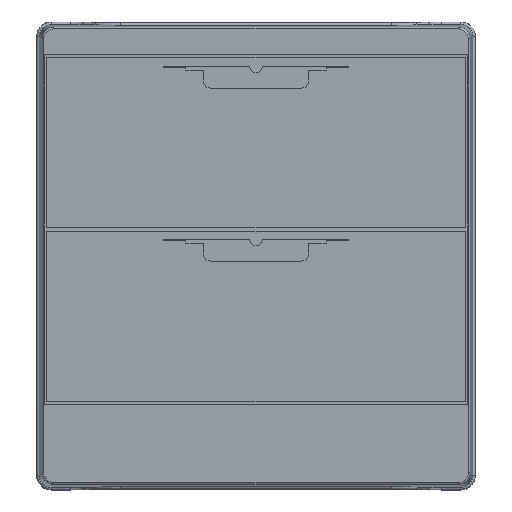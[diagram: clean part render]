
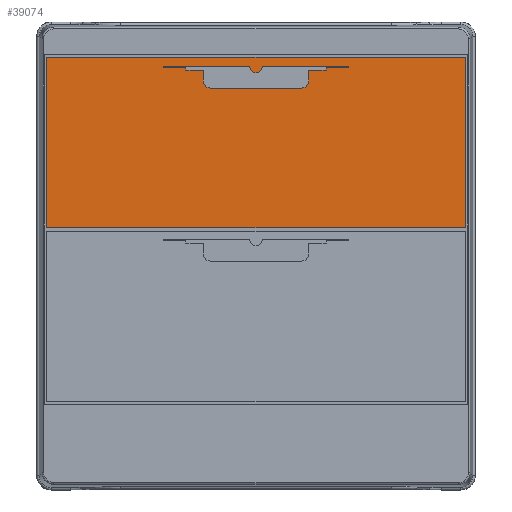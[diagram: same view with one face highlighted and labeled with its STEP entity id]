
A CAD part, top view. The second image highlights one B-rep face of the part: STEP entity #39074.
In plain terms, the highlighted planar face has unit normal (0, 0, 1).
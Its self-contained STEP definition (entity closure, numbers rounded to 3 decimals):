
#30469=DIRECTION('',(1.,0.,0.));
#30470=VECTOR('',#30469,358.);
#30471=CARTESIAN_POINT('',(-179.,170.,131.));
#30472=LINE('',#30471,#30470);
#30473=DIRECTION('',(0.,-1.,0.));
#30474=VECTOR('',#30473,146.);
#30475=CARTESIAN_POINT('',(179.,170.,131.));
#30476=LINE('',#30475,#30474);
#30477=DIRECTION('',(-1.,0.,0.));
#30478=VECTOR('',#30477,358.);
#30479=CARTESIAN_POINT('',(179.,24.,131.));
#30480=LINE('',#30479,#30478);
#30481=DIRECTION('',(0.,1.,0.));
#30482=VECTOR('',#30481,146.);
#30483=CARTESIAN_POINT('',(-179.,24.,131.));
#30484=LINE('',#30483,#30482);
#30485=DIRECTION('',(-1.,0.,0.));
#30486=VECTOR('',#30485,74.259);
#30487=CARTESIAN_POINT('',(79.509,162.,131.));
#30488=LINE('',#30487,#30486);
#30489=CARTESIAN_POINT('',(0.,162.,131.));
#30490=DIRECTION('',(0.,0.,1.));
#30491=DIRECTION('',(-1.,0.,0.));
#30492=AXIS2_PLACEMENT_3D('',#30489,#30490,#30491);
#30494=DIRECTION('',(-1.,0.,0.));
#30495=VECTOR('',#30494,74.259);
#30496=CARTESIAN_POINT('',(-5.25,162.,131.));
#30497=LINE('',#30496,#30495);
#30498=DIRECTION('',(0.,-1.,0.));
#30499=VECTOR('',#30498,1.061);
#30500=CARTESIAN_POINT('',(-79.509,162.,131.));
#30501=LINE('',#30500,#30499);
#30502=DIRECTION('',(1.,0.,0.));
#30503=VECTOR('',#30502,19.532);
#30504=CARTESIAN_POINT('',(-79.509,160.939,131.));
#30505=LINE('',#30504,#30503);
#30506=DIRECTION('',(0.,-1.,0.));
#30507=VECTOR('',#30506,2.213);
#30508=CARTESIAN_POINT('',(-59.977,160.939,131.));
#30509=LINE('',#30508,#30507);
#30510=DIRECTION('',(1.,0.,0.));
#30511=VECTOR('',#30510,14.977);
#30512=CARTESIAN_POINT('',(-59.977,158.726,131.));
#30513=LINE('',#30512,#30511);
#30514=DIRECTION('',(0.,-1.,0.));
#30515=VECTOR('',#30514,9.226);
#30516=CARTESIAN_POINT('',(-45.,158.726,131.));
#30517=LINE('',#30516,#30515);
#30518=DIRECTION('',(1.,0.,0.));
#30519=VECTOR('',#30518,78.);
#30520=CARTESIAN_POINT('',(-39.,143.5,131.));
#30521=LINE('',#30520,#30519);
#30522=DIRECTION('',(0.,1.,0.));
#30523=VECTOR('',#30522,9.226);
#30524=CARTESIAN_POINT('',(45.,149.5,131.));
#30525=LINE('',#30524,#30523);
#30526=DIRECTION('',(1.,0.,0.));
#30527=VECTOR('',#30526,14.977);
#30528=CARTESIAN_POINT('',(45.,158.726,131.));
#30529=LINE('',#30528,#30527);
#30530=DIRECTION('',(0.,1.,0.));
#30531=VECTOR('',#30530,2.213);
#30532=CARTESIAN_POINT('',(59.977,158.726,131.));
#30533=LINE('',#30532,#30531);
#30534=DIRECTION('',(1.,0.,0.));
#30535=VECTOR('',#30534,19.532);
#30536=CARTESIAN_POINT('',(59.977,160.939,131.));
#30537=LINE('',#30536,#30535);
#30538=DIRECTION('',(0.,1.,0.));
#30539=VECTOR('',#30538,1.061);
#30540=CARTESIAN_POINT('',(79.509,160.939,131.));
#30541=LINE('',#30540,#30539);
#30898=CARTESIAN_POINT('',(39.,149.5,131.));
#30899=DIRECTION('',(0.,0.,-1.));
#30900=DIRECTION('',(1.,0.,0.));
#30901=AXIS2_PLACEMENT_3D('',#30898,#30899,#30900);
#30911=CARTESIAN_POINT('',(-39.,149.5,131.));
#30912=DIRECTION('',(0.,0.,-1.));
#30913=DIRECTION('',(0.,-1.,0.));
#30914=AXIS2_PLACEMENT_3D('',#30911,#30912,#30913);
#37379=CARTESIAN_POINT('',(-179.,170.,131.));
#37380=CARTESIAN_POINT('',(179.,170.,131.));
#37381=VERTEX_POINT('',#37379);
#37382=VERTEX_POINT('',#37380);
#37383=CARTESIAN_POINT('',(179.,24.,131.));
#37384=VERTEX_POINT('',#37383);
#37385=CARTESIAN_POINT('',(-179.,24.,131.));
#37386=VERTEX_POINT('',#37385);
#38225=CARTESIAN_POINT('',(-39.,143.5,131.));
#38226=VERTEX_POINT('',#38225);
#38227=CARTESIAN_POINT('',(-45.,149.5,131.));
#38228=VERTEX_POINT('',#38227);
#38233=CARTESIAN_POINT('',(-45.,158.726,131.));
#38234=VERTEX_POINT('',#38233);
#38235=CARTESIAN_POINT('',(39.,143.5,131.));
#38236=VERTEX_POINT('',#38235);
#38241=CARTESIAN_POINT('',(-5.25,162.,131.));
#38242=VERTEX_POINT('',#38241);
#38243=CARTESIAN_POINT('',(5.25,162.,131.));
#38244=VERTEX_POINT('',#38243);
#38249=CARTESIAN_POINT('',(79.509,162.,131.));
#38250=VERTEX_POINT('',#38249);
#38251=CARTESIAN_POINT('',(-79.509,162.,131.));
#38252=VERTEX_POINT('',#38251);
#38883=CARTESIAN_POINT('',(45.,158.726,131.));
#38884=CARTESIAN_POINT('',(59.977,158.726,131.));
#38885=VERTEX_POINT('',#38883);
#38886=VERTEX_POINT('',#38884);
#38887=CARTESIAN_POINT('',(59.977,160.939,131.));
#38888=VERTEX_POINT('',#38887);
#38889=CARTESIAN_POINT('',(79.509,160.939,131.));
#38890=VERTEX_POINT('',#38889);
#38891=CARTESIAN_POINT('',(-79.509,160.939,131.));
#38892=VERTEX_POINT('',#38891);
#38893=CARTESIAN_POINT('',(-59.977,160.939,131.));
#38894=VERTEX_POINT('',#38893);
#38895=CARTESIAN_POINT('',(-59.977,158.726,131.));
#38896=VERTEX_POINT('',#38895);
#38899=CARTESIAN_POINT('',(45.,149.5,131.));
#38900=VERTEX_POINT('',#38899);
#39025=CARTESIAN_POINT('',(0.,0.,131.));
#39026=DIRECTION('',(0.,0.,1.));
#39027=DIRECTION('',(1.,0.,0.));
#39028=AXIS2_PLACEMENT_3D('',#39025,#39026,#39027);
#39029=PLANE('',#39028);
#39031=ORIENTED_EDGE('',*,*,#39030,.T.);
#39033=ORIENTED_EDGE('',*,*,#39032,.T.);
#39035=ORIENTED_EDGE('',*,*,#39034,.T.);
#39037=ORIENTED_EDGE('',*,*,#39036,.T.);
#39038=EDGE_LOOP('',(#39031,#39033,#39035,#39037));
#39039=FACE_OUTER_BOUND('',#39038,.F.);
#39041=ORIENTED_EDGE('',*,*,#39040,.T.);
#39043=ORIENTED_EDGE('',*,*,#39042,.F.);
#39045=ORIENTED_EDGE('',*,*,#39044,.T.);
#39047=ORIENTED_EDGE('',*,*,#39046,.T.);
#39049=ORIENTED_EDGE('',*,*,#39048,.T.);
#39051=ORIENTED_EDGE('',*,*,#39050,.T.);
#39053=ORIENTED_EDGE('',*,*,#39052,.T.);
#39055=ORIENTED_EDGE('',*,*,#39054,.T.);
#39057=ORIENTED_EDGE('',*,*,#39056,.F.);
#39059=ORIENTED_EDGE('',*,*,#39058,.T.);
#39061=ORIENTED_EDGE('',*,*,#39060,.F.);
#39063=ORIENTED_EDGE('',*,*,#39062,.T.);
#39065=ORIENTED_EDGE('',*,*,#39064,.T.);
#39067=ORIENTED_EDGE('',*,*,#39066,.T.);
#39069=ORIENTED_EDGE('',*,*,#39068,.T.);
#39071=ORIENTED_EDGE('',*,*,#39070,.T.);
#39072=EDGE_LOOP('',(#39041,#39043,#39045,#39047,#39049,#39051,#39053,#39055,
#39057,#39059,#39061,#39063,#39065,#39067,#39069,#39071));
#39073=FACE_BOUND('',#39072,.F.);
#39074=ADVANCED_FACE('',(#39039,#39073),#39029,.T.);
#30493=CIRCLE('',#30492,5.25);
#30902=CIRCLE('',#30901,6.);
#30915=CIRCLE('',#30914,6.);
#39030=EDGE_CURVE('',#37381,#37382,#30472,.T.);
#39032=EDGE_CURVE('',#37382,#37384,#30476,.T.);
#39034=EDGE_CURVE('',#37384,#37386,#30480,.T.);
#39036=EDGE_CURVE('',#37386,#37381,#30484,.T.);
#39040=EDGE_CURVE('',#38250,#38244,#30488,.T.);
#39042=EDGE_CURVE('',#38242,#38244,#30493,.T.);
#39044=EDGE_CURVE('',#38242,#38252,#30497,.T.);
#39046=EDGE_CURVE('',#38252,#38892,#30501,.T.);
#39048=EDGE_CURVE('',#38892,#38894,#30505,.T.);
#39050=EDGE_CURVE('',#38894,#38896,#30509,.T.);
#39052=EDGE_CURVE('',#38896,#38234,#30513,.T.);
#39054=EDGE_CURVE('',#38234,#38228,#30517,.T.);
#39056=EDGE_CURVE('',#38226,#38228,#30915,.T.);
#39058=EDGE_CURVE('',#38226,#38236,#30521,.T.);
#39060=EDGE_CURVE('',#38900,#38236,#30902,.T.);
#39062=EDGE_CURVE('',#38900,#38885,#30525,.T.);
#39064=EDGE_CURVE('',#38885,#38886,#30529,.T.);
#39066=EDGE_CURVE('',#38886,#38888,#30533,.T.);
#39068=EDGE_CURVE('',#38888,#38890,#30537,.T.);
#39070=EDGE_CURVE('',#38890,#38250,#30541,.T.);
